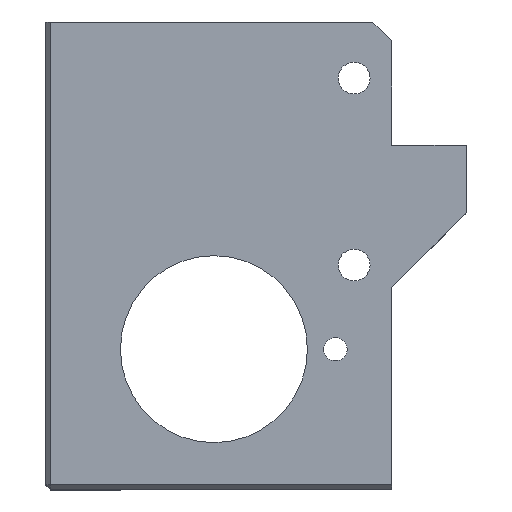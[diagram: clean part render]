
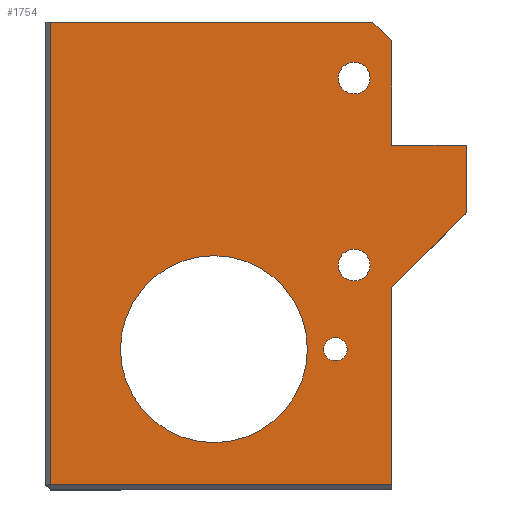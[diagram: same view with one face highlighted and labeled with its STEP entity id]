
A CAD part, top view. The second image highlights one B-rep face of the part: STEP entity #1754.
In plain terms, the highlighted planar face has unit normal (0, 0, 1).
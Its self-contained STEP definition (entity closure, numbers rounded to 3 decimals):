
#3 = CIRCLE ( 'NONE', #2998, 10. ) ;
#5 = DIRECTION ( 'NONE',  ( 0., 0., -1. ) ) ;
#34 = LINE ( 'NONE', #3124, #1152 ) ;
#59 = ORIENTED_EDGE ( 'NONE', *, *, #2708, .F. ) ;
#83 = EDGE_CURVE ( 'NONE', #3514, #2217, #3, .T. ) ;
#103 = AXIS2_PLACEMENT_3D ( 'NONE', #1563, #4002, #2452 ) ;
#153 = EDGE_CURVE ( 'NONE', #597, #2829, #2131, .T. ) ;
#161 = CARTESIAN_POINT ( 'NONE',  ( 26.5, 29.6, 18.5 ) ) ;
#162 = EDGE_CURVE ( 'NONE', #3633, #3822, #574, .T. ) ;
#173 = CARTESIAN_POINT ( 'NONE',  ( -18.5, 50., 18.5 ) ) ;
#186 = ORIENTED_EDGE ( 'NONE', *, *, #3499, .F. ) ;
#245 = DIRECTION ( 'NONE',  ( 0., -1., 0. ) ) ;
#249 = VERTEX_POINT ( 'NONE', #3332 ) ;
#251 = LINE ( 'NONE', #1923, #1831 ) ;
#267 = ORIENTED_EDGE ( 'NONE', *, *, #162, .F. ) ;
#283 = VERTEX_POINT ( 'NONE', #3090 ) ;
#289 = VECTOR ( 'NONE', #678, 1000. ) ;
#298 = DIRECTION ( 'NONE',  ( 0., 0., 1. ) ) ;
#320 = DIRECTION ( 'NONE',  ( -0.707, 0.707, 0. ) ) ;
#362 = ORIENTED_EDGE ( 'NONE', *, *, #3711, .T. ) ;
#418 = DIRECTION ( 'NONE',  ( -1., 0., 0. ) ) ;
#564 = AXIS2_PLACEMENT_3D ( 'NONE', #173, #755, #732 ) ;
#574 = LINE ( 'NONE', #3904, #2803 ) ;
#597 = VERTEX_POINT ( 'NONE', #2719 ) ;
#665 = VERTEX_POINT ( 'NONE', #3287 ) ;
#678 = DIRECTION ( 'NONE',  ( 1., 0., 0. ) ) ;
#699 = CIRCLE ( 'NONE', #1840, 1.25 ) ;
#732 = DIRECTION ( 'NONE',  ( -1., 0., 0. ) ) ;
#755 = DIRECTION ( 'NONE',  ( 0., 0., -1. ) ) ;
#840 = VERTEX_POINT ( 'NONE', #2132 ) ;
#851 = ORIENTED_EDGE ( 'NONE', *, *, #1237, .F. ) ;
#857 = CIRCLE ( 'NONE', #2259, 1.7 ) ;
#921 = VERTEX_POINT ( 'NONE', #1441 ) ;
#973 = ORIENTED_EDGE ( 'NONE', *, *, #1166, .F. ) ;
#999 = ORIENTED_EDGE ( 'NONE', *, *, #153, .T. ) ;
#1025 = CARTESIAN_POINT ( 'NONE',  ( 12.5, 15., 18.5 ) ) ;
#1043 = FACE_OUTER_BOUND ( 'NONE', #3171, .T. ) ;
#1138 = CARTESIAN_POINT ( 'NONE',  ( -10.5, 15., 18.5 ) ) ;
#1143 = CARTESIAN_POINT ( 'NONE',  ( 14.5, 44., 18.5 ) ) ;
#1152 = VECTOR ( 'NONE', #3741, 1000. ) ;
#1166 = EDGE_CURVE ( 'NONE', #249, #3633, #2851, .T. ) ;
#1237 = EDGE_CURVE ( 'NONE', #2217, #3514, #2948, .T. ) ;
#1268 = DIRECTION ( 'NONE',  ( 0., -1., 0. ) ) ;
#1289 = DIRECTION ( 'NONE',  ( 1., 0., 0. ) ) ;
#1308 = CARTESIAN_POINT ( 'NONE',  ( 18.5, 0.5, 18.5 ) ) ;
#1343 = DIRECTION ( 'NONE',  ( 0., 0., 1. ) ) ;
#1441 = CARTESIAN_POINT ( 'NONE',  ( 13.75, 15., 18.5 ) ) ;
#1444 = PLANE ( 'NONE',  #564 ) ;
#1491 = EDGE_CURVE ( 'NONE', #3822, #2829, #2055, .T. ) ;
#1545 = EDGE_CURVE ( 'NONE', #597, #3133, #1981, .T. ) ;
#1563 = CARTESIAN_POINT ( 'NONE',  ( -0.5, 15., 18.5 ) ) ;
#1592 = CARTESIAN_POINT ( 'NONE',  ( 18.5, 50., 18.5 ) ) ;
#1616 = VERTEX_POINT ( 'NONE', #2973 ) ;
#1627 = CARTESIAN_POINT ( 'NONE',  ( 16.5, 50., 18.5 ) ) ;
#1716 = ORIENTED_EDGE ( 'NONE', *, *, #3547, .F. ) ;
#1754 = ADVANCED_FACE ( 'NONE', ( #2498, #3989, #3891, #1043, #2759 ), #1444, .F. ) ;
#1788 = CARTESIAN_POINT ( 'NONE',  ( 16.2, 44., 18.5 ) ) ;
#1828 = LINE ( 'NONE', #1308, #289 ) ;
#1831 = VECTOR ( 'NONE', #320, 1000. ) ;
#1840 = AXIS2_PLACEMENT_3D ( 'NONE', #1025, #3370, #418 ) ;
#1856 = DIRECTION ( 'NONE',  ( -1., 0., 0. ) ) ;
#1864 = ORIENTED_EDGE ( 'NONE', *, *, #2091, .T. ) ;
#1881 = CARTESIAN_POINT ( 'NONE',  ( 26.5, 29.6, 18.5 ) ) ;
#1923 = CARTESIAN_POINT ( 'NONE',  ( 16.5, 50., 18.5 ) ) ;
#1939 = VECTOR ( 'NONE', #3276, 1000. ) ;
#1961 = ORIENTED_EDGE ( 'NONE', *, *, #3254, .F. ) ;
#1981 = LINE ( 'NONE', #1592, #3596 ) ;
#2011 = ORIENTED_EDGE ( 'NONE', *, *, #3016, .T. ) ;
#2017 = DIRECTION ( 'NONE',  ( 0., 0., 1. ) ) ;
#2028 = CARTESIAN_POINT ( 'NONE',  ( 9.5, 15., 18.5 ) ) ;
#2055 = LINE ( 'NONE', #2396, #3766 ) ;
#2073 = VERTEX_POINT ( 'NONE', #2663 ) ;
#2091 = EDGE_CURVE ( 'NONE', #283, #840, #2189, .T. ) ;
#2107 = AXIS2_PLACEMENT_3D ( 'NONE', #3727, #298, #3684 ) ;
#2131 = LINE ( 'NONE', #161, #1939 ) ;
#2132 = CARTESIAN_POINT ( 'NONE',  ( -18., 0.5, 18.5 ) ) ;
#2155 = CARTESIAN_POINT ( 'NONE',  ( 14.5, 44., 18.5 ) ) ;
#2168 = ORIENTED_EDGE ( 'NONE', *, *, #3134, .T. ) ;
#2189 = LINE ( 'NONE', #3258, #3758 ) ;
#2217 = VERTEX_POINT ( 'NONE', #1138 ) ;
#2259 = AXIS2_PLACEMENT_3D ( 'NONE', #2155, #3955, #3089 ) ;
#2270 = CARTESIAN_POINT ( 'NONE',  ( 18.5, 36.8, 18.5 ) ) ;
#2309 = ORIENTED_EDGE ( 'NONE', *, *, #83, .F. ) ;
#2375 = VERTEX_POINT ( 'NONE', #2482 ) ;
#2396 = CARTESIAN_POINT ( 'NONE',  ( 26.5, 0., 18.5 ) ) ;
#2449 = EDGE_CURVE ( 'NONE', #921, #2073, #699, .T. ) ;
#2452 = DIRECTION ( 'NONE',  ( 1., 0., 0. ) ) ;
#2482 = CARTESIAN_POINT ( 'NONE',  ( 16.2, 24., 18.5 ) ) ;
#2498 = FACE_BOUND ( 'NONE', #3959, .T. ) ;
#2599 = CIRCLE ( 'NONE', #3363, 1.7 ) ;
#2663 = CARTESIAN_POINT ( 'NONE',  ( 11.25, 15., 18.5 ) ) ;
#2675 = DIRECTION ( 'NONE',  ( 0., -1., 0. ) ) ;
#2708 = EDGE_CURVE ( 'NONE', #2375, #1616, #3538, .T. ) ;
#2719 = CARTESIAN_POINT ( 'NONE',  ( 18.5, 21.6, 18.5 ) ) ;
#2731 = CARTESIAN_POINT ( 'NONE',  ( 18.5, 0.5, 18.5 ) ) ;
#2759 = FACE_BOUND ( 'NONE', #3298, .T. ) ;
#2803 = VECTOR ( 'NONE', #1289, 1000. ) ;
#2829 = VERTEX_POINT ( 'NONE', #1881 ) ;
#2851 = LINE ( 'NONE', #4073, #3713 ) ;
#2887 = EDGE_CURVE ( 'NONE', #3863, #665, #857, .T. ) ;
#2948 = CIRCLE ( 'NONE', #103, 10. ) ;
#2961 = CARTESIAN_POINT ( 'NONE',  ( 26.5, 36.8, 18.5 ) ) ;
#2973 = CARTESIAN_POINT ( 'NONE',  ( 12.8, 24., 18.5 ) ) ;
#2998 = AXIS2_PLACEMENT_3D ( 'NONE', #3655, #3529, #3931 ) ;
#3010 = EDGE_LOOP ( 'NONE', ( #186, #3419 ) ) ;
#3016 = EDGE_CURVE ( 'NONE', #249, #3355, #251, .T. ) ;
#3024 = ORIENTED_EDGE ( 'NONE', *, *, #1491, .F. ) ;
#3045 = EDGE_LOOP ( 'NONE', ( #1716, #59 ) ) ;
#3089 = DIRECTION ( 'NONE',  ( -1., 0., 0. ) ) ;
#3090 = CARTESIAN_POINT ( 'NONE',  ( -18., 50., 18.5 ) ) ;
#3116 = ORIENTED_EDGE ( 'NONE', *, *, #1545, .F. ) ;
#3124 = CARTESIAN_POINT ( 'NONE',  ( -18.5, 50., 18.5 ) ) ;
#3133 = VERTEX_POINT ( 'NONE', #2731 ) ;
#3134 = EDGE_CURVE ( 'NONE', #840, #3133, #1828, .T. ) ;
#3164 = CARTESIAN_POINT ( 'NONE',  ( 14.5, 24., 18.5 ) ) ;
#3171 = EDGE_LOOP ( 'NONE', ( #3116, #999, #3024, #267, #973, #2011, #1961, #1864, #2168 ) ) ;
#3254 = EDGE_CURVE ( 'NONE', #283, #3355, #34, .T. ) ;
#3258 = CARTESIAN_POINT ( 'NONE',  ( -18., 50., 18.5 ) ) ;
#3276 = DIRECTION ( 'NONE',  ( 0.707, 0.707, 0. ) ) ;
#3287 = CARTESIAN_POINT ( 'NONE',  ( 12.8, 44., 18.5 ) ) ;
#3298 = EDGE_LOOP ( 'NONE', ( #2309, #851 ) ) ;
#3305 = CIRCLE ( 'NONE', #3356, 1.7 ) ;
#3332 = CARTESIAN_POINT ( 'NONE',  ( 18.5, 48., 18.5 ) ) ;
#3355 = VERTEX_POINT ( 'NONE', #1627 ) ;
#3356 = AXIS2_PLACEMENT_3D ( 'NONE', #1143, #1343, #4043 ) ;
#3363 = AXIS2_PLACEMENT_3D ( 'NONE', #3164, #2017, #1856 ) ;
#3370 = DIRECTION ( 'NONE',  ( 0., 0., -1. ) ) ;
#3419 = ORIENTED_EDGE ( 'NONE', *, *, #2887, .F. ) ;
#3457 = DIRECTION ( 'NONE',  ( -1., 0., 0. ) ) ;
#3468 = DIRECTION ( 'NONE',  ( 0., -1., 0. ) ) ;
#3488 = ORIENTED_EDGE ( 'NONE', *, *, #2449, .T. ) ;
#3499 = EDGE_CURVE ( 'NONE', #665, #3863, #3305, .T. ) ;
#3514 = VERTEX_POINT ( 'NONE', #2028 ) ;
#3529 = DIRECTION ( 'NONE',  ( 0., 0., 1. ) ) ;
#3538 = CIRCLE ( 'NONE', #2107, 1.7 ) ;
#3547 = EDGE_CURVE ( 'NONE', #1616, #2375, #2599, .T. ) ;
#3596 = VECTOR ( 'NONE', #1268, 1000. ) ;
#3633 = VERTEX_POINT ( 'NONE', #2270 ) ;
#3636 = AXIS2_PLACEMENT_3D ( 'NONE', #3837, #5, #3457 ) ;
#3655 = CARTESIAN_POINT ( 'NONE',  ( -0.5, 15., 18.5 ) ) ;
#3684 = DIRECTION ( 'NONE',  ( -1., 0., 0. ) ) ;
#3711 = EDGE_CURVE ( 'NONE', #2073, #921, #3944, .T. ) ;
#3713 = VECTOR ( 'NONE', #3468, 1000. ) ;
#3727 = CARTESIAN_POINT ( 'NONE',  ( 14.5, 24., 18.5 ) ) ;
#3741 = DIRECTION ( 'NONE',  ( 1., 0., 0. ) ) ;
#3758 = VECTOR ( 'NONE', #2675, 1000. ) ;
#3766 = VECTOR ( 'NONE', #245, 1000. ) ;
#3822 = VERTEX_POINT ( 'NONE', #2961 ) ;
#3837 = CARTESIAN_POINT ( 'NONE',  ( 12.5, 15., 18.5 ) ) ;
#3863 = VERTEX_POINT ( 'NONE', #1788 ) ;
#3891 = FACE_BOUND ( 'NONE', #3045, .T. ) ;
#3904 = CARTESIAN_POINT ( 'NONE',  ( 26.5, 36.8, 18.5 ) ) ;
#3931 = DIRECTION ( 'NONE',  ( 1., 0., 0. ) ) ;
#3944 = CIRCLE ( 'NONE', #3636, 1.25 ) ;
#3955 = DIRECTION ( 'NONE',  ( 0., 0., 1. ) ) ;
#3959 = EDGE_LOOP ( 'NONE', ( #362, #3488 ) ) ;
#3989 = FACE_BOUND ( 'NONE', #3010, .T. ) ;
#4002 = DIRECTION ( 'NONE',  ( 0., 0., 1. ) ) ;
#4043 = DIRECTION ( 'NONE',  ( -1., 0., 0. ) ) ;
#4073 = CARTESIAN_POINT ( 'NONE',  ( 18.5, 50., 18.5 ) ) ;
